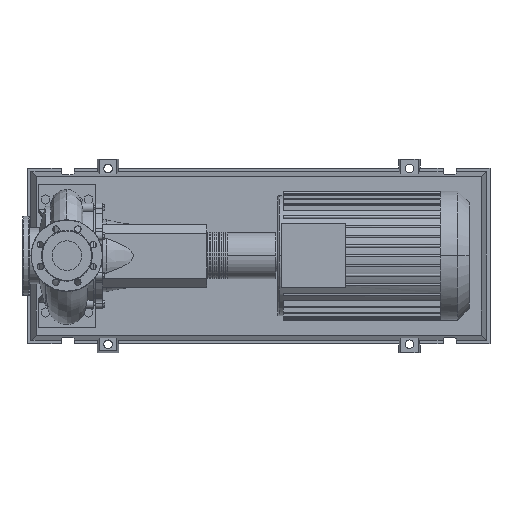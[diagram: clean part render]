
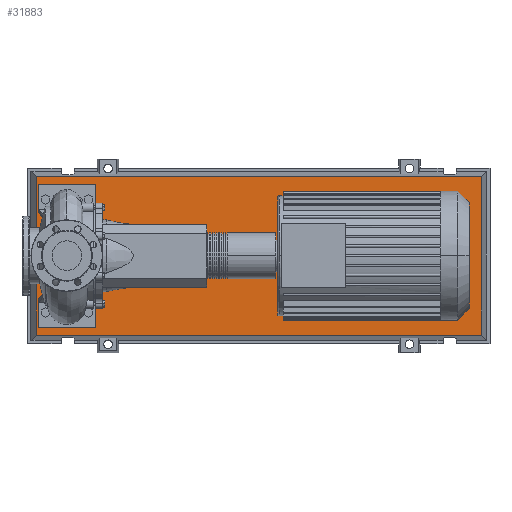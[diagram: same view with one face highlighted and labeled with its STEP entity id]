
A CAD part, top view. The second image highlights one B-rep face of the part: STEP entity #31883.
In plain terms, the highlighted planar face has unit normal (0, 0, 1).
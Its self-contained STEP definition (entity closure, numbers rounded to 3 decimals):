
#31564=CARTESIAN_POINT('',(1155.471,-220.471,103.0));
#31565=VERTEX_POINT('',#31564);
#31572=CARTESIAN_POINT('',(-85.471,-220.471,103.0));
#31573=VERTEX_POINT('',#31572);
#31574=CARTESIAN_POINT('',(1155.471,-220.471,103.0));
#31575=DIRECTION('',(-1.0,0.0,0.0));
#31576=VECTOR('',#31575,1240.941);
#31577=LINE('',#31574,#31576);
#31578=EDGE_CURVE('',#31565,#31573,#31577,.T.);
#31796=CARTESIAN_POINT('',(1155.471,220.471,103.0));
#31797=VERTEX_POINT('',#31796);
#31798=CARTESIAN_POINT('',(1155.471,220.471,103.0));
#31799=DIRECTION('',(0.0,-1.0,0.0));
#31800=VECTOR('',#31799,440.941);
#31801=LINE('',#31798,#31800);
#31802=EDGE_CURVE('',#31797,#31565,#31801,.T.);
#31820=CARTESIAN_POINT('',(-85.471,220.471,103.0));
#31821=VERTEX_POINT('',#31820);
#31822=CARTESIAN_POINT('',(-85.471,-220.471,103.0));
#31823=DIRECTION('',(0.0,1.0,0.0));
#31824=VECTOR('',#31823,440.941);
#31825=LINE('',#31822,#31824);
#31826=EDGE_CURVE('',#31573,#31821,#31825,.T.);
#31859=CARTESIAN_POINT('',(-85.471,220.471,103.0));
#31860=DIRECTION('',(1.0,0.0,0.0));
#31861=VECTOR('',#31860,1240.941);
#31862=LINE('',#31859,#31861);
#31863=EDGE_CURVE('',#31821,#31797,#31862,.T.);
#31872=CARTESIAN_POINT('',(535.,0.,103.0));
#31873=DIRECTION('',(0.0,0.0,1.0));
#31874=DIRECTION('',(1.0,0.0,0.0));
#31875=AXIS2_PLACEMENT_3D('',#31872,#31873,#31874);
#31876=PLANE('',#31875);
#31877=ORIENTED_EDGE('',*,*,#31802,.F.);
#31878=ORIENTED_EDGE('',*,*,#31863,.F.);
#31879=ORIENTED_EDGE('',*,*,#31826,.F.);
#31880=ORIENTED_EDGE('',*,*,#31578,.F.);
#31881=EDGE_LOOP('',(#31877,#31878,#31879,#31880));
#31882=FACE_OUTER_BOUND('',#31881,.T.);
#31883=ADVANCED_FACE('',(#31882),#31876,.T.);
